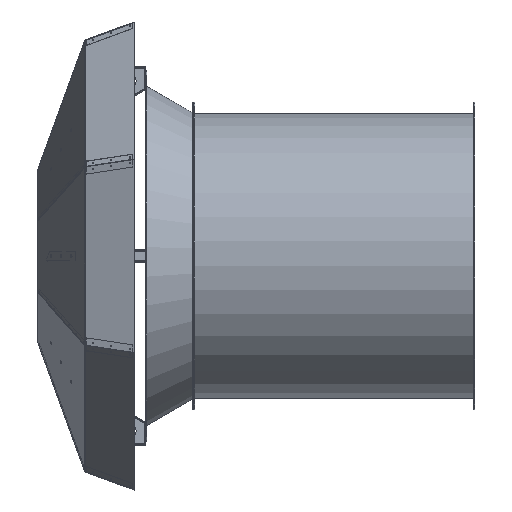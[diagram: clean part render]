
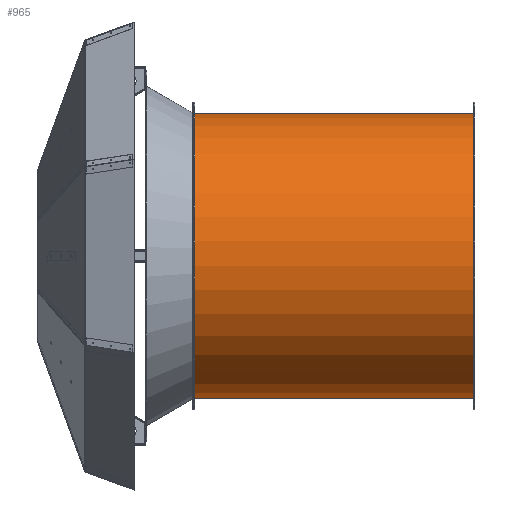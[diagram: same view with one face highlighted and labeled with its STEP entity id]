
A CAD part, left-side view. The second image highlights one B-rep face of the part: STEP entity #965.
In plain terms, the highlighted cylindrical face has radius 635 mm (diameter 1270 mm), a partial arc.
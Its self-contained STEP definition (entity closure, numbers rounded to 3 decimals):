
#965=ADVANCED_FACE('',(#22783),#22785,.T.);
#22783=FACE_BOUND('',#22784,.T.);
#22784=EDGE_LOOP('',(#45083,#45084,#45085,#45086));
#22785=CYLINDRICAL_SURFACE('',#22786,635.);
#22786=AXIS2_PLACEMENT_3D('',#22787,#22788,#22789);
#22787=CARTESIAN_POINT('',(0.,-1463.2,0.));
#22788=DIRECTION('',(0.,1.,0.));
#22789=DIRECTION('',(0.809,0.,-0.588));
#45083=ORIENTED_EDGE('',*,*,#61928,.F.);
#45084=ORIENTED_EDGE('',*,*,#61762,.T.);
#45085=ORIENTED_EDGE('',*,*,#62012,.F.);
#45086=ORIENTED_EDGE('',*,*,#61765,.T.);
#61762=EDGE_CURVE('',#69800,#69804,#69806,.T.);
#61765=EDGE_CURVE('',#69810,#69807,#69811,.T.);
#61928=EDGE_CURVE('',#69800,#69807,#70055,.F.);
#62012=EDGE_CURVE('',#69810,#69804,#70220,.T.);
#69800=VERTEX_POINT('',#81597);
#69804=VERTEX_POINT('',#81605);
#69806=LINE('',#81609,#81610);
#69807=VERTEX_POINT('',#81612);
#69810=VERTEX_POINT('',#81620);
#69811=LINE('',#81621,#81622);
#70055=CIRCLE('',#82231,635.);
#70220=CIRCLE('',#82608,635.);
#81597=CARTESIAN_POINT('',(514.02,-1459.2,-372.838));
#81605=CARTESIAN_POINT('',(514.02,-217.2,-372.838));
#81609=CARTESIAN_POINT('',(514.02,-1459.2,-372.838));
#81610=VECTOR('',#81611,1.);
#81611=DIRECTION('',(0.,1.,0.));
#81612=CARTESIAN_POINT('',(513.431,-1459.2,-373.649));
#81620=CARTESIAN_POINT('',(513.431,-217.2,-373.649));
#81621=CARTESIAN_POINT('',(513.431,-217.2,-373.649));
#81622=VECTOR('',#81623,1.);
#81623=DIRECTION('',(0.,-1.,0.));
#82231=AXIS2_PLACEMENT_3D('',#82232,#82233,#82234);
#82232=CARTESIAN_POINT('',(0.,-1459.2,0.));
#82233=DIRECTION('',(0.,1.,0.));
#82234=DIRECTION('',(0.809,0.,-0.588));
#82608=AXIS2_PLACEMENT_3D('',#82609,#82610,#82611);
#82609=CARTESIAN_POINT('',(0.,-217.2,0.));
#82610=DIRECTION('',(0.,1.,0.));
#82611=DIRECTION('',(0.809,0.,-0.588));
